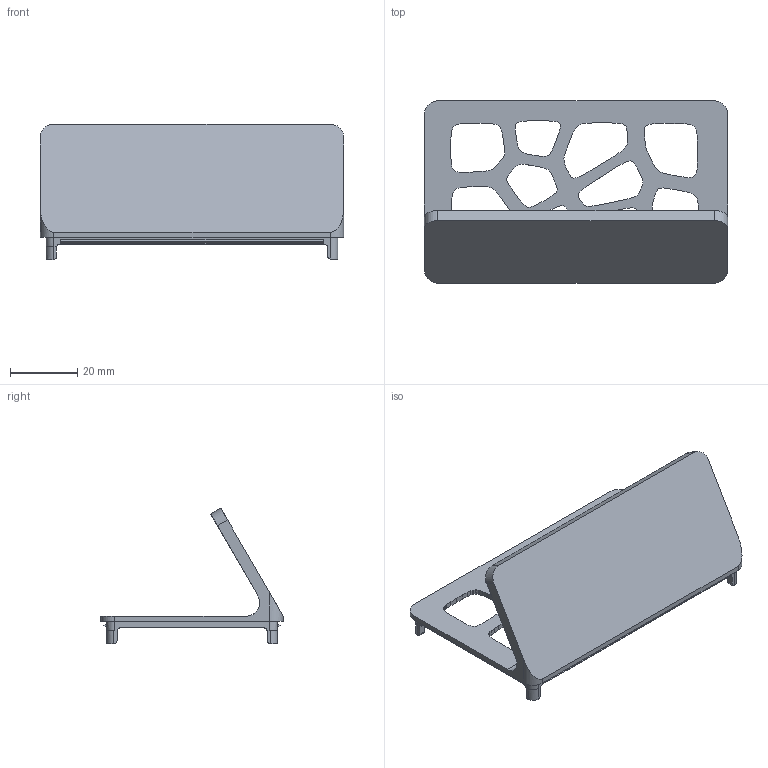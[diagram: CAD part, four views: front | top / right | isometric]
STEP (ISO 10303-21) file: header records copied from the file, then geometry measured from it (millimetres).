
FILE_DESCRIPTION(/* description */ ('STEP AP242','CAx-IF Rec.Pracs.---Representation and Presentation of Product Manufacturing Information (PMI)---4.0---2014-10-13','CAx-IF Rec.Pracs.---3D Tessellated Geometry---0.4---2014-09-14','2;1'),/* implementation_level */ '2;1');
FILE_NAME(/* name */ '6777c64d0959fb14a6bf3300',/* time_stamp */ '2025-01-03T11:13:19Z',/* author */ (''),/* organization */ (''),/* preprocessor_version */ 'ST-DEVELOPER v20',/* originating_system */ 'ONSHAPE BY PTC INC, 1.191',/* authorisation */ ' ');
FILE_SCHEMA (('AP242_MANAGED_MODEL_BASED_3D_ENGINEERING_MIM_LF { 1 0 10303 442 1 1 4 }'));
Length unit declared in the file: metre
Products named in the file (1): 2.8inch Back cover v40
Bounding box: 90 x 54.1 x 40.24 mm (x, y, z)
Volume: 18198.7 mm3; surface area: 15064.2 mm2
Topology: 1 solids, 1 shells, 577 faces, 1714 edges, 1142 vertices
Faces by surface type: plane 542, cylinder 35
Entity records: 19072 total; most frequent: CARTESIAN_POINT 3470, ORIENTED_EDGE 3428, DIRECTION 2944, EDGE_CURVE 1714, LINE 1616, VECTOR 1616, VERTEX_POINT 1142, AXIS2_PLACEMENT_3D 664
